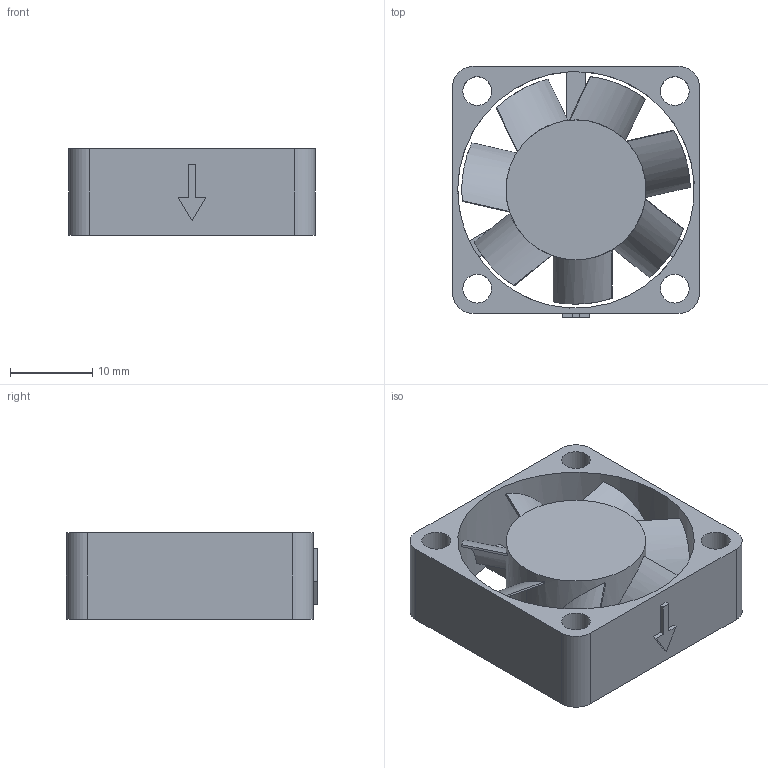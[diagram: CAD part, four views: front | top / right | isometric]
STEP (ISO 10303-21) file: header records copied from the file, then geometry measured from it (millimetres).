
FILE_DESCRIPTION(('FreeCAD Model'),'2;1');
FILE_NAME( '30mm_fan.step', '2016-12-20T08:21:43',('Author'),(''), 'Open CASCADE STEP processor 6.9','FreeCAD','Unknown');
FILE_SCHEMA(('AUTOMOTIVE_DESIGN_CC2 { 1 2 10303 214 -1 1 5 4 }'));
Length unit declared in the file: millimetre
Products named in the file (2): ASSEMBLY; _0mm_fan_01
Assembly tree (1 placements, depth 2):
  ASSEMBLY
    _0mm_fan_01
Bounding box: 30 x 30.5 x 10.5 mm (x, y, z)
Surface area: 5482 mm2 (no closed solid volume)
Topology: 0 solids, 2 shells, 72 faces, 193 edges, 124 vertices
Faces by surface type: plane 37, cylinder 35
Full cylindrical faces by diameter (mm): 3.5 x4, 17 x1, 28.75 x1
Entity records: 8591 total; most frequent: CARTESIAN_POINT 4225, DIRECTION 651, ORIENTED_EDGE 386, PCURVE 386, DEFINITIONAL_REPRESENTATION 386, LINE 302, VECTOR 302, EDGE_CURVE 193
